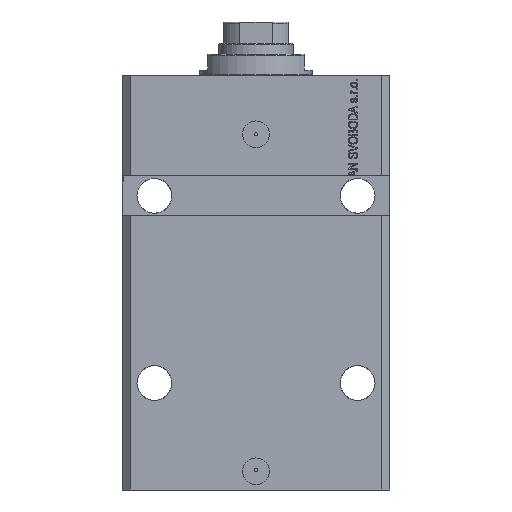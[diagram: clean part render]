
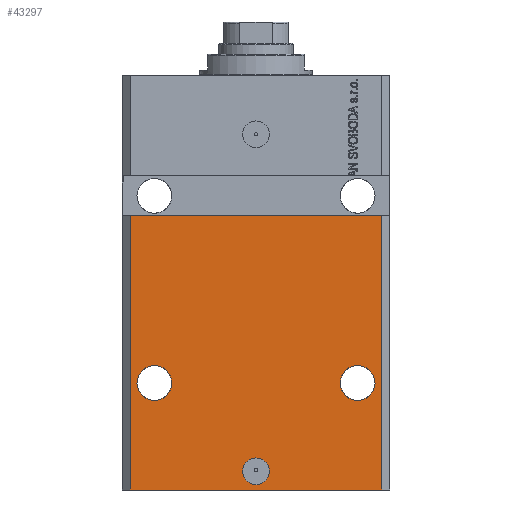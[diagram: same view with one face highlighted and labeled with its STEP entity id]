
A CAD part, front view. The second image highlights one B-rep face of the part: STEP entity #43297.
In plain terms, the highlighted planar face has unit normal (0, -1, 0).
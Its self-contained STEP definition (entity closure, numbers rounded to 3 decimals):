
#867 = DIRECTION ( 'NONE',  ( 1., 0., 0. ) ) ;
#1085 = EDGE_LOOP ( 'NONE', ( #19247, #12939 ) ) ;
#1216 = LINE ( 'NONE', #19566, #35893 ) ;
#3231 = FACE_BOUND ( 'NONE', #13984, .T. ) ;
#3253 = CIRCLE ( 'NONE', #16594, 6.5 ) ;
#3332 = DIRECTION ( 'NONE',  ( 1., 0., 0. ) ) ;
#3593 = ORIENTED_EDGE ( 'NONE', *, *, #6037, .F. ) ;
#3878 = EDGE_CURVE ( 'NONE', #4505, #18545, #6132, .T. ) ;
#4505 = VERTEX_POINT ( 'NONE', #24551 ) ;
#4843 = ORIENTED_EDGE ( 'NONE', *, *, #3878, .T. ) ;
#6037 = EDGE_CURVE ( 'NONE', #24479, #45546, #9812, .T. ) ;
#6132 = LINE ( 'NONE', #6592, #45384 ) ;
#6198 = CIRCLE ( 'NONE', #10654, 5. ) ;
#6592 = CARTESIAN_POINT ( 'NONE',  ( 47., -37.5, -155. ) ) ;
#6811 = CARTESIAN_POINT ( 'NONE',  ( 0., -37.5, -148. ) ) ;
#7101 = CARTESIAN_POINT ( 'NONE',  ( 38., -37.5, -115. ) ) ;
#7518 = CARTESIAN_POINT ( 'NONE',  ( 47., -37.5, -52.5 ) ) ;
#7780 = ORIENTED_EDGE ( 'NONE', *, *, #16951, .F. ) ;
#9812 = CIRCLE ( 'NONE', #17979, 6.5 ) ;
#10654 = AXIS2_PLACEMENT_3D ( 'NONE', #30503, #39872, #41189 ) ;
#10661 = PLANE ( 'NONE',  #24272 ) ;
#11874 = ORIENTED_EDGE ( 'NONE', *, *, #22146, .F. ) ;
#12801 = ORIENTED_EDGE ( 'NONE', *, *, #41462, .F. ) ;
#12939 = ORIENTED_EDGE ( 'NONE', *, *, #28525, .F. ) ;
#13687 = FACE_BOUND ( 'NONE', #1085, .T. ) ;
#13984 = EDGE_LOOP ( 'NONE', ( #18907, #45305 ) ) ;
#14311 = CARTESIAN_POINT ( 'NONE',  ( -5., -37.5, -148. ) ) ;
#14375 = FACE_OUTER_BOUND ( 'NONE', #32986, .T. ) ;
#14528 = DIRECTION ( 'NONE',  ( 0., -1., 0. ) ) ;
#15758 = VERTEX_POINT ( 'NONE', #14311 ) ;
#15930 = VERTEX_POINT ( 'NONE', #23753 ) ;
#16426 = DIRECTION ( 'NONE',  ( -1., 0., 0. ) ) ;
#16429 = DIRECTION ( 'NONE',  ( -1., 0., 0. ) ) ;
#16506 = VERTEX_POINT ( 'NONE', #29853 ) ;
#16594 = AXIS2_PLACEMENT_3D ( 'NONE', #26895, #34789, #16426 ) ;
#16951 = EDGE_CURVE ( 'NONE', #15930, #18545, #28788, .T. ) ;
#17355 = VERTEX_POINT ( 'NONE', #21745 ) ;
#17979 = AXIS2_PLACEMENT_3D ( 'NONE', #22539, #41123, #40433 ) ;
#18545 = VERTEX_POINT ( 'NONE', #7518 ) ;
#18907 = ORIENTED_EDGE ( 'NONE', *, *, #32706, .F. ) ;
#19247 = ORIENTED_EDGE ( 'NONE', *, *, #31615, .F. ) ;
#19566 = CARTESIAN_POINT ( 'NONE',  ( -47., -37.5, -155. ) ) ;
#19917 = CARTESIAN_POINT ( 'NONE',  ( -38., -37.5, -115. ) ) ;
#20803 = ORIENTED_EDGE ( 'NONE', *, *, #27617, .T. ) ;
#20995 = DIRECTION ( 'NONE',  ( 0., -1., 0. ) ) ;
#21745 = CARTESIAN_POINT ( 'NONE',  ( 5., -37.5, -148. ) ) ;
#22146 = EDGE_CURVE ( 'NONE', #42346, #15930, #27295, .T. ) ;
#22539 = CARTESIAN_POINT ( 'NONE',  ( 38., -37.5, -115. ) ) ;
#23464 = AXIS2_PLACEMENT_3D ( 'NONE', #7101, #14528, #43107 ) ;
#23753 = CARTESIAN_POINT ( 'NONE',  ( -47., -37.5, -52.5 ) ) ;
#23806 = CARTESIAN_POINT ( 'NONE',  ( -47., -37.5, -155. ) ) ;
#24132 = CIRCLE ( 'NONE', #41215, 5. ) ;
#24272 = AXIS2_PLACEMENT_3D ( 'NONE', #42724, #24847, #38798 ) ;
#24479 = VERTEX_POINT ( 'NONE', #25635 ) ;
#24551 = CARTESIAN_POINT ( 'NONE',  ( 47., -37.5, -155. ) ) ;
#24633 = EDGE_LOOP ( 'NONE', ( #3593, #12801 ) ) ;
#24800 = CARTESIAN_POINT ( 'NONE',  ( 31.5, -37.5, -115. ) ) ;
#24847 = DIRECTION ( 'NONE',  ( 0., -1., 0. ) ) ;
#25635 = CARTESIAN_POINT ( 'NONE',  ( 44.5, -37.5, -115. ) ) ;
#26895 = CARTESIAN_POINT ( 'NONE',  ( -38., -37.5, -115. ) ) ;
#27295 = LINE ( 'NONE', #23806, #39531 ) ;
#27617 = EDGE_CURVE ( 'NONE', #42346, #4505, #1216, .T. ) ;
#27877 = FACE_BOUND ( 'NONE', #24633, .T. ) ;
#28256 = VECTOR ( 'NONE', #867, 1000. ) ;
#28401 = EDGE_CURVE ( 'NONE', #16506, #44409, #3253, .T. ) ;
#28525 = EDGE_CURVE ( 'NONE', #15758, #17355, #6198, .T. ) ;
#28788 = LINE ( 'NONE', #43168, #28256 ) ;
#29853 = CARTESIAN_POINT ( 'NONE',  ( -44.5, -37.5, -115. ) ) ;
#30503 = CARTESIAN_POINT ( 'NONE',  ( 0., -37.5, -148. ) ) ;
#31241 = DIRECTION ( 'NONE',  ( 0., 0., 1. ) ) ;
#31615 = EDGE_CURVE ( 'NONE', #17355, #15758, #24132, .T. ) ;
#32706 = EDGE_CURVE ( 'NONE', #44409, #16506, #39038, .T. ) ;
#32986 = EDGE_LOOP ( 'NONE', ( #7780, #11874, #20803, #4843 ) ) ;
#34789 = DIRECTION ( 'NONE',  ( 0., -1., 0. ) ) ;
#35249 = CARTESIAN_POINT ( 'NONE',  ( -47., -37.5, -155. ) ) ;
#35893 = VECTOR ( 'NONE', #40036, 1000. ) ;
#38226 = DIRECTION ( 'NONE',  ( 0., 0., 1. ) ) ;
#38798 = DIRECTION ( 'NONE',  ( 1., 0., 0. ) ) ;
#39038 = CIRCLE ( 'NONE', #45687, 6.5 ) ;
#39069 = CIRCLE ( 'NONE', #23464, 6.5 ) ;
#39531 = VECTOR ( 'NONE', #31241, 1000. ) ;
#39872 = DIRECTION ( 'NONE',  ( 0., -1., 0. ) ) ;
#40036 = DIRECTION ( 'NONE',  ( 1., 0., 0. ) ) ;
#40433 = DIRECTION ( 'NONE',  ( 1., 0., 0. ) ) ;
#41018 = CARTESIAN_POINT ( 'NONE',  ( -31.5, -37.5, -115. ) ) ;
#41123 = DIRECTION ( 'NONE',  ( 0., -1., 0. ) ) ;
#41189 = DIRECTION ( 'NONE',  ( 1., 0., 0. ) ) ;
#41215 = AXIS2_PLACEMENT_3D ( 'NONE', #6811, #20995, #3332 ) ;
#41462 = EDGE_CURVE ( 'NONE', #45546, #24479, #39069, .T. ) ;
#42346 = VERTEX_POINT ( 'NONE', #35249 ) ;
#42724 = CARTESIAN_POINT ( 'NONE',  ( -47., -37.5, -155. ) ) ;
#43107 = DIRECTION ( 'NONE',  ( 1., 0., 0. ) ) ;
#43168 = CARTESIAN_POINT ( 'NONE',  ( -50., -37.5, -52.5 ) ) ;
#43297 = ADVANCED_FACE ( 'NONE', ( #13687, #27877, #3231, #14375 ), #10661, .T. ) ;
#44409 = VERTEX_POINT ( 'NONE', #41018 ) ;
#44781 = DIRECTION ( 'NONE',  ( 0., -1., 0. ) ) ;
#45305 = ORIENTED_EDGE ( 'NONE', *, *, #28401, .F. ) ;
#45384 = VECTOR ( 'NONE', #38226, 1000. ) ;
#45546 = VERTEX_POINT ( 'NONE', #24800 ) ;
#45687 = AXIS2_PLACEMENT_3D ( 'NONE', #19917, #44781, #16429 ) ;
